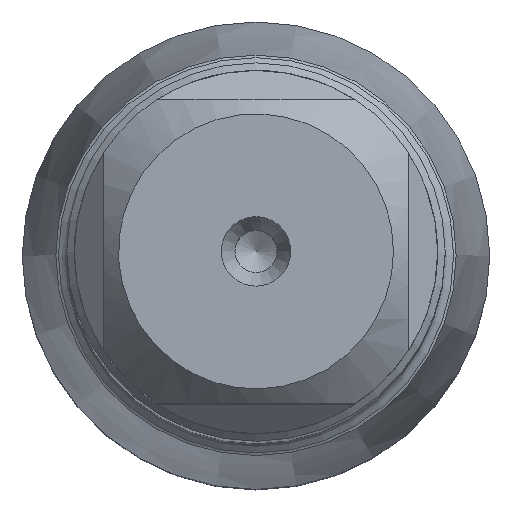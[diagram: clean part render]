
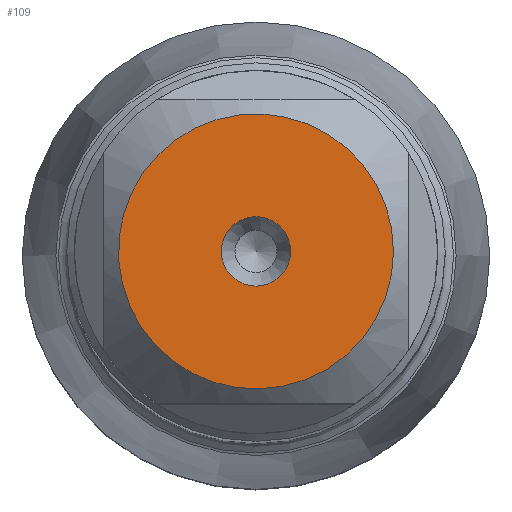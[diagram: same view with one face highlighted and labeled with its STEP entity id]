
A CAD part, top view. The second image highlights one B-rep face of the part: STEP entity #109.
In plain terms, the highlighted planar face has unit normal (0, 0, 1).
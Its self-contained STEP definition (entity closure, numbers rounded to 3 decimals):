
#54=PLANE('',#480);
#109=ADVANCED_FACE('',(#154,#155),#54,.F.);
#154=FACE_BOUND('',#192,.T.);
#155=FACE_BOUND('',#193,.T.);
#192=EDGE_LOOP('',(#260));
#193=EDGE_LOOP('',(#261));
#260=ORIENTED_EDGE('',*,*,#372,.T.);
#261=ORIENTED_EDGE('',*,*,#344,.T.);
#308=VERTEX_POINT('',#677);
#332=VERTEX_POINT('',#756);
#344=EDGE_CURVE('',#308,#308,#386,.T.);
#372=EDGE_CURVE('',#332,#332,#398,.T.);
#386=CIRCLE('',#456,6.54);
#398=CIRCLE('',#479,1.65);
#456=AXIS2_PLACEMENT_3D('',#676,#519,#520);
#479=AXIS2_PLACEMENT_3D('',#755,#573,#574);
#480=AXIS2_PLACEMENT_3D('',#757,#575,#576);
#519=DIRECTION('',(0.,0.,1.));
#520=DIRECTION('',(1.,0.,0.));
#573=DIRECTION('',(0.,0.,-1.));
#574=DIRECTION('',(-1.,0.,0.));
#575=DIRECTION('',(0.,0.,-1.));
#576=DIRECTION('',(-1.,0.,0.));
#676=CARTESIAN_POINT('',(0.,0.,0.));
#677=CARTESIAN_POINT('',(6.54,0.,0.));
#755=CARTESIAN_POINT('',(0.,0.,0.));
#756=CARTESIAN_POINT('',(-1.65,0.,0.));
#757=CARTESIAN_POINT('',(9.2,0.,0.));
